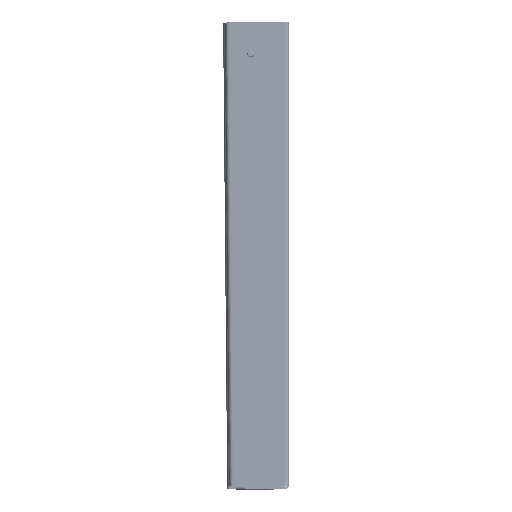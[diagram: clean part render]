
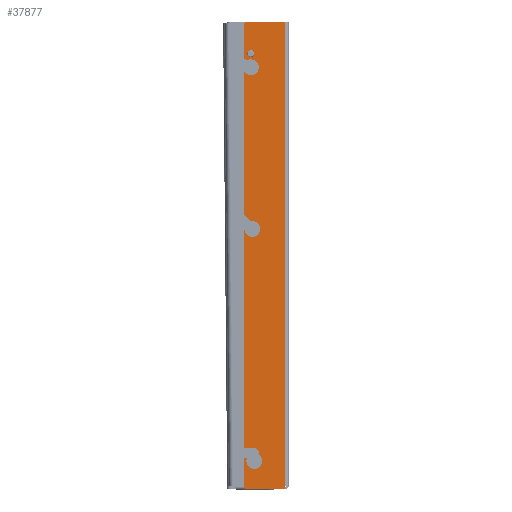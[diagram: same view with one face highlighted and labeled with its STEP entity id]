
A CAD part, left-side view. The second image highlights one B-rep face of the part: STEP entity #37877.
In plain terms, the highlighted planar face has unit normal (-1, 0, 0).
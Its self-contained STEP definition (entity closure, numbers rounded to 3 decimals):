
#1257=FACE_BOUND('',#4767,.T.);
#1504=PLANE('',#40266);
#2576=FACE_OUTER_BOUND('',#4766,.T.);
#4766=EDGE_LOOP('',(#26322,#26323,#26324,#26325,#26326,#26327,#26328,#26329,
#26330,#26331,#26332,#26333,#26334,#26335,#26336,#26337,#26338,#26339,#26340,
#26341,#26342,#26343,#26344,#26345,#26346));
#4767=EDGE_LOOP('',(#26347));
#6832=LINE('',#55986,#10152);
#6850=LINE('',#56043,#10170);
#6860=LINE('',#56065,#10180);
#6865=LINE('',#56078,#10185);
#6870=LINE('',#56089,#10190);
#6876=LINE('',#56105,#10196);
#6885=LINE('',#56130,#10205);
#6890=LINE('',#56142,#10210);
#6893=LINE('',#56150,#10213);
#6894=LINE('',#56153,#10214);
#6897=LINE('',#56158,#10217);
#6898=LINE('',#56160,#10218);
#7251=LINE('',#57242,#10571);
#7253=LINE('',#57251,#10573);
#7264=LINE('',#57281,#10584);
#7265=LINE('',#57283,#10585);
#10152=VECTOR('',#44128,305.63);
#10170=VECTOR('',#44172,5.849);
#10180=VECTOR('',#44192,22.805);
#10185=VECTOR('',#44209,7.891);
#10190=VECTOR('',#44218,14.51);
#10196=VECTOR('',#44236,13.);
#10205=VECTOR('',#44267,14.357);
#10210=VECTOR('',#44280,5.);
#10213=VECTOR('',#44289,7.357);
#10214=VECTOR('',#44292,47.549);
#10217=VECTOR('',#44297,41.);
#10218=VECTOR('',#44300,201.141);
#10571=VECTOR('',#45385,5.);
#10573=VECTOR('',#45397,645.);
#10584=VECTOR('',#45440,54.4);
#10585=VECTOR('',#45443,54.4);
#13460=CIRCLE('',#39822,1.);
#13470=CIRCLE('',#39835,1.);
#13473=CIRCLE('',#39845,6.25);
#13475=CIRCLE('',#39853,6.);
#13477=CIRCLE('',#39859,6.);
#13479=CIRCLE('',#39863,6.);
#13481=CIRCLE('',#39872,1.);
#13503=CIRCLE('',#39917,2.6);
#13508=CIRCLE('',#39931,3.);
#13509=CIRCLE('',#39935,3.);
#15379=VERTEX_POINT('',#55976);
#15380=VERTEX_POINT('',#55978);
#15382=VERTEX_POINT('',#55984);
#15406=VERTEX_POINT('',#56036);
#15407=VERTEX_POINT('',#56038);
#15408=VERTEX_POINT('',#56042);
#15414=VERTEX_POINT('',#56062);
#15415=VERTEX_POINT('',#56064);
#15417=VERTEX_POINT('',#56072);
#15420=VERTEX_POINT('',#56086);
#15421=VERTEX_POINT('',#56088);
#15424=VERTEX_POINT('',#56102);
#15425=VERTEX_POINT('',#56104);
#15427=VERTEX_POINT('',#56112);
#15429=VERTEX_POINT('',#56120);
#15433=VERTEX_POINT('',#56140);
#15434=VERTEX_POINT('',#56144);
#15435=VERTEX_POINT('',#56148);
#15436=VERTEX_POINT('',#56152);
#15437=VERTEX_POINT('',#56156);
#15476=VERTEX_POINT('',#56272);
#15490=VERTEX_POINT('',#56314);
#15491=VERTEX_POINT('',#56322);
#15799=VERTEX_POINT('',#57238);
#15800=VERTEX_POINT('',#57240);
#15802=VERTEX_POINT('',#57249);
#19167=EDGE_CURVE('',#15379,#15380,#13460,.T.);
#19171=EDGE_CURVE('',#15382,#15379,#6832,.T.);
#19197=EDGE_CURVE('',#15406,#15407,#13470,.T.);
#19199=EDGE_CURVE('',#15408,#15407,#6850,.T.);
#19210=EDGE_CURVE('',#15415,#15414,#6860,.T.);
#19215=EDGE_CURVE('',#15414,#15417,#13473,.T.);
#19217=EDGE_CURVE('',#15417,#15380,#6865,.T.);
#19222=EDGE_CURVE('',#15421,#15420,#6870,.T.);
#19225=EDGE_CURVE('',#15420,#15408,#13475,.T.);
#19230=EDGE_CURVE('',#15425,#15424,#6876,.T.);
#19235=EDGE_CURVE('',#15424,#15427,#13477,.T.);
#19238=EDGE_CURVE('',#15429,#15425,#13479,.T.);
#19243=EDGE_CURVE('',#15382,#15429,#6885,.T.);
#19249=EDGE_CURVE('',#15427,#15433,#6890,.T.);
#19251=EDGE_CURVE('',#15433,#15434,#13481,.T.);
#19253=EDGE_CURVE('',#15434,#15435,#6893,.T.);
#19254=EDGE_CURVE('',#15421,#15436,#6894,.T.);
#19257=EDGE_CURVE('',#15437,#15435,#6897,.T.);
#19258=EDGE_CURVE('',#15415,#15406,#6898,.T.);
#19313=EDGE_CURVE('',#15476,#15476,#13503,.T.);
#19333=EDGE_CURVE('',#15490,#15437,#13508,.T.);
#19336=EDGE_CURVE('',#15436,#15491,#13509,.T.);
#19799=EDGE_CURVE('',#15800,#15799,#7251,.T.);
#19804=EDGE_CURVE('',#15802,#15800,#7253,.T.);
#19820=EDGE_CURVE('',#15490,#15799,#7264,.T.);
#19821=EDGE_CURVE('',#15491,#15802,#7265,.T.);
#26322=ORIENTED_EDGE('',*,*,#19167,.F.);
#26323=ORIENTED_EDGE('',*,*,#19171,.F.);
#26324=ORIENTED_EDGE('',*,*,#19243,.T.);
#26325=ORIENTED_EDGE('',*,*,#19238,.T.);
#26326=ORIENTED_EDGE('',*,*,#19230,.T.);
#26327=ORIENTED_EDGE('',*,*,#19235,.T.);
#26328=ORIENTED_EDGE('',*,*,#19249,.T.);
#26329=ORIENTED_EDGE('',*,*,#19251,.T.);
#26330=ORIENTED_EDGE('',*,*,#19253,.T.);
#26331=ORIENTED_EDGE('',*,*,#19257,.F.);
#26332=ORIENTED_EDGE('',*,*,#19333,.F.);
#26333=ORIENTED_EDGE('',*,*,#19820,.T.);
#26334=ORIENTED_EDGE('',*,*,#19799,.F.);
#26335=ORIENTED_EDGE('',*,*,#19804,.F.);
#26336=ORIENTED_EDGE('',*,*,#19821,.F.);
#26337=ORIENTED_EDGE('',*,*,#19336,.F.);
#26338=ORIENTED_EDGE('',*,*,#19254,.F.);
#26339=ORIENTED_EDGE('',*,*,#19222,.T.);
#26340=ORIENTED_EDGE('',*,*,#19225,.T.);
#26341=ORIENTED_EDGE('',*,*,#19199,.T.);
#26342=ORIENTED_EDGE('',*,*,#19197,.F.);
#26343=ORIENTED_EDGE('',*,*,#19258,.F.);
#26344=ORIENTED_EDGE('',*,*,#19210,.T.);
#26345=ORIENTED_EDGE('',*,*,#19215,.T.);
#26346=ORIENTED_EDGE('',*,*,#19217,.T.);
#26347=ORIENTED_EDGE('',*,*,#19313,.T.);
#37877=ADVANCED_FACE('',(#2576,#1257),#1504,.F.);
#39822=AXIS2_PLACEMENT_3D('',#55979,#44121,#44122);
#39835=AXIS2_PLACEMENT_3D('',#56039,#44167,#44168);
#39845=AXIS2_PLACEMENT_3D('',#56074,#44202,#44203);
#39853=AXIS2_PLACEMENT_3D('',#56094,#44226,#44227);
#39859=AXIS2_PLACEMENT_3D('',#56114,#44246,#44247);
#39863=AXIS2_PLACEMENT_3D('',#56121,#44255,#44256);
#39872=AXIS2_PLACEMENT_3D('',#56146,#44284,#44285);
#39917=AXIS2_PLACEMENT_3D('',#56273,#44414,#44415);
#39931=AXIS2_PLACEMENT_3D('',#56316,#44457,#44458);
#39935=AXIS2_PLACEMENT_3D('',#56323,#44467,#44468);
#40266=AXIS2_PLACEMENT_3D('',#57285,#45446,#45447);
#44121=DIRECTION('center_axis',(1.,0.,0.));
#44122=DIRECTION('ref_axis',(0.,0.383,0.924));
#44128=DIRECTION('',(0.,0.,1.));
#44167=DIRECTION('center_axis',(1.,0.,0.));
#44168=DIRECTION('ref_axis',(0.,0.5,0.866));
#44172=DIRECTION('',(0.,0.866,0.5));
#44192=DIRECTION('',(0.,-0.707,-0.707));
#44202=DIRECTION('center_axis',(1.,0.,0.));
#44203=DIRECTION('ref_axis',(0.,-0.707,0.707));
#44209=DIRECTION('',(0.,0.707,0.707));
#44218=DIRECTION('',(0.,-0.866,-0.5));
#44226=DIRECTION('center_axis',(1.,0.,0.));
#44227=DIRECTION('ref_axis',(0.,-0.5,0.866));
#44236=DIRECTION('',(0.,0.,-1.));
#44246=DIRECTION('center_axis',(1.,0.,0.));
#44247=DIRECTION('ref_axis',(0.,-1.,0.));
#44255=DIRECTION('center_axis',(1.,0.,0.));
#44256=DIRECTION('ref_axis',(0.,0.,1.));
#44267=DIRECTION('',(0.,-1.,0.));
#44280=DIRECTION('',(0.,0.,1.));
#44284=DIRECTION('center_axis',(-1.,0.,0.));
#44285=DIRECTION('ref_axis',(0.,0.,-1.));
#44289=DIRECTION('',(0.,1.,0.));
#44292=DIRECTION('',(0.,0.,1.));
#44297=DIRECTION('',(0.,0.,1.));
#44300=DIRECTION('',(0.,0.,1.));
#44414=DIRECTION('center_axis',(1.,0.,0.));
#44415=DIRECTION('ref_axis',(0.,-1.,0.));
#44457=DIRECTION('center_axis',(1.,0.,0.));
#44458=DIRECTION('ref_axis',(0.,0.707,-0.707));
#44467=DIRECTION('center_axis',(1.,0.,0.));
#44468=DIRECTION('ref_axis',(0.,0.707,0.707));
#45385=DIRECTION('',(0.,0.,-1.));
#45397=DIRECTION('',(0.,0.,-1.));
#45440=DIRECTION('',(0.,-1.,0.));
#45443=DIRECTION('',(0.,-1.,0.));
#45446=DIRECTION('center_axis',(1.,0.,0.));
#45447=DIRECTION('ref_axis',(0.,0.,-1.));
#55976=CARTESIAN_POINT('',(-66.,59.4,37.63));
#55978=CARTESIAN_POINT('',(-66.,57.693,38.337));
#55979=CARTESIAN_POINT('Origin',(-66.,58.4,37.63));
#55984=CARTESIAN_POINT('',(-66.,59.4,-268.));
#55986=CARTESIAN_POINT('',(-66.,59.4,-325.));
#56036=CARTESIAN_POINT('',(-66.,59.4,258.863));
#56038=CARTESIAN_POINT('',(-66.,57.9,259.729));
#56039=CARTESIAN_POINT('Origin',(-66.,58.4,258.863));
#56042=CARTESIAN_POINT('',(-66.,52.834,256.804));
#56043=CARTESIAN_POINT('',(-66.,-43.161,201.381));
#56062=CARTESIAN_POINT('',(-66.,43.274,41.596));
#56064=CARTESIAN_POINT('',(-66.,59.4,57.722));
#56065=CARTESIAN_POINT('',(-66.,6.146,4.468));
#56072=CARTESIAN_POINT('',(-66.,52.113,32.757));
#56074=CARTESIAN_POINT('Origin',(-66.,47.694,37.177));
#56078=CARTESIAN_POINT('',(-66.,18.629,-0.727));
#56086=CARTESIAN_POINT('',(-66.,46.834,267.196));
#56088=CARTESIAN_POINT('',(-66.,59.4,274.451));
#56089=CARTESIAN_POINT('',(-66.,-52.444,209.878));
#56094=CARTESIAN_POINT('Origin',(-66.,49.834,262.));
#56102=CARTESIAN_POINT('',(-66.,39.043,-287.));
#56104=CARTESIAN_POINT('',(-66.,39.043,-274.));
#56105=CARTESIAN_POINT('',(-66.,39.043,-143.5));
#56112=CARTESIAN_POINT('',(-66.,51.043,-287.));
#56114=CARTESIAN_POINT('Origin',(-66.,45.043,-287.));
#56120=CARTESIAN_POINT('',(-66.,45.043,-268.));
#56121=CARTESIAN_POINT('Origin',(-66.,45.043,-274.));
#56130=CARTESIAN_POINT('',(-66.,-9.299,-268.));
#56140=CARTESIAN_POINT('',(-66.,51.043,-282.));
#56142=CARTESIAN_POINT('',(-66.,51.043,-141.));
#56144=CARTESIAN_POINT('',(-66.,52.043,-281.));
#56146=CARTESIAN_POINT('Origin',(-66.,52.043,-282.));
#56148=CARTESIAN_POINT('',(-66.,59.4,-281.));
#56150=CARTESIAN_POINT('',(-66.,-2.121,-281.));
#56152=CARTESIAN_POINT('',(-66.,59.4,322.));
#56153=CARTESIAN_POINT('',(-66.,59.4,-325.));
#56156=CARTESIAN_POINT('',(-66.,59.4,-322.));
#56158=CARTESIAN_POINT('',(-66.,59.4,-325.));
#56160=CARTESIAN_POINT('',(-66.,59.4,-325.));
#56272=CARTESIAN_POINT('',(-66.,47.4,281.));
#56273=CARTESIAN_POINT('Origin',(-66.,50.,281.));
#56314=CARTESIAN_POINT('',(-66.,56.4,-325.));
#56316=CARTESIAN_POINT('Origin',(-66.,56.4,-322.));
#56322=CARTESIAN_POINT('',(-66.,56.4,325.));
#56323=CARTESIAN_POINT('Origin',(-66.,56.4,322.));
#57238=CARTESIAN_POINT('',(-66.,2.,-325.));
#57240=CARTESIAN_POINT('',(-66.,2.,-320.));
#57242=CARTESIAN_POINT('',(-66.,2.,0.));
#57249=CARTESIAN_POINT('',(-66.,2.,325.));
#57251=CARTESIAN_POINT('',(-66.,2.,0.));
#57281=CARTESIAN_POINT('',(-66.,59.4,-325.));
#57283=CARTESIAN_POINT('',(-66.,59.4,325.));
#57285=CARTESIAN_POINT('Origin',(-66.,-63.642,0.));
